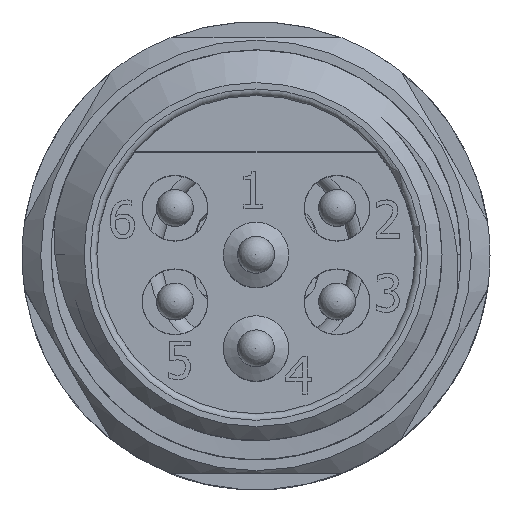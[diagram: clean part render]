
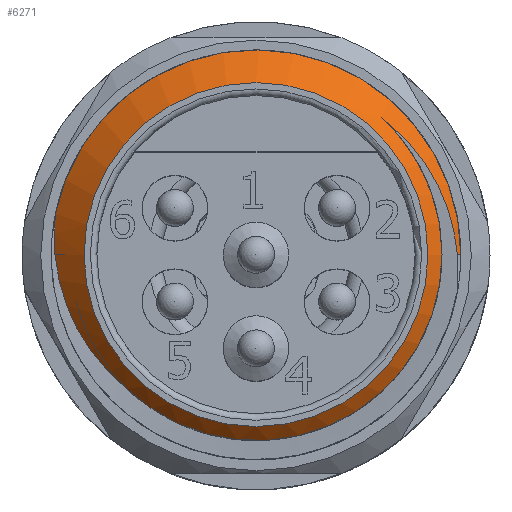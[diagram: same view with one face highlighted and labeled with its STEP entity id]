
A CAD part, top view. The second image highlights one B-rep face of the part: STEP entity #6271.
In plain terms, the highlighted conical face has half-angle 45 degrees and reference radius 4.667 mm.
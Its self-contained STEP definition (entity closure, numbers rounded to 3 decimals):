
#185=CONICAL_SURFACE('',#6672,4.667,0.785);
#214=B_SPLINE_CURVE_WITH_KNOTS('',3,(#8553,#8554,#8555,#8556,#8557,#8558),
 .UNSPECIFIED.,.F.,.F.,(4,2,4),(-0.112,-0.056,
0.),.UNSPECIFIED.);
#215=B_SPLINE_CURVE_WITH_KNOTS('',3,(#8559,#8560,#8561,#8562,#8563,#8564,
#8565,#8566),.UNSPECIFIED.,.F.,.F.,(4,2,2,4),(-0.424,-0.321,
-0.214,0.),.UNSPECIFIED.);
#216=B_SPLINE_CURVE_WITH_KNOTS('',3,(#8570,#8571,#8572,#8573,#8574,#8575,
#8576,#8577,#8578,#8579),.UNSPECIFIED.,.F.,.F.,(4,2,2,2,4),(-0.489,
-0.409,-0.314,-0.114,-0.098),
 .UNSPECIFIED.);
#676=FACE_OUTER_BOUND('',#1027,.T.);
#1027=EDGE_LOOP('',(#4088,#4089,#4090,#4091,#4092,#4093,#4094,#4095,#4096,
#4097));
#1414=LINE('',#8549,#1852);
#1415=LINE('',#8568,#1853);
#1852=VECTOR('',#7137,4.667);
#1853=VECTOR('',#7140,4.667);
#2296=CIRCLE('',#6664,5.048);
#2297=CIRCLE('',#6666,5.048);
#2301=CIRCLE('',#6673,5.556);
#2302=CIRCLE('',#6674,4.667);
#2486=VERTEX_POINT('',#8342);
#2487=VERTEX_POINT('',#8344);
#2490=VERTEX_POINT('',#8394);
#2500=VERTEX_POINT('',#8547);
#2501=VERTEX_POINT('',#8548);
#2502=VERTEX_POINT('',#8550);
#2503=VERTEX_POINT('',#8552);
#2504=VERTEX_POINT('',#8567);
#3114=EDGE_CURVE('',#2487,#2486,#2296,.T.);
#3117=EDGE_CURVE('',#2486,#2490,#2297,.T.);
#3130=EDGE_CURVE('',#2500,#2501,#1414,.T.);
#3131=EDGE_CURVE('',#2500,#2502,#2301,.T.);
#3132=EDGE_CURVE('',#2502,#2503,#214,.T.);
#3133=EDGE_CURVE('',#2490,#2503,#215,.T.);
#3134=EDGE_CURVE('',#2486,#2504,#1415,.T.);
#3135=EDGE_CURVE('',#2504,#2504,#2302,.T.);
#3136=EDGE_CURVE('',#2487,#2501,#216,.T.);
#4088=ORIENTED_EDGE('',*,*,#3130,.F.);
#4089=ORIENTED_EDGE('',*,*,#3131,.T.);
#4090=ORIENTED_EDGE('',*,*,#3132,.T.);
#4091=ORIENTED_EDGE('',*,*,#3133,.F.);
#4092=ORIENTED_EDGE('',*,*,#3117,.F.);
#4093=ORIENTED_EDGE('',*,*,#3134,.T.);
#4094=ORIENTED_EDGE('',*,*,#3135,.T.);
#4095=ORIENTED_EDGE('',*,*,#3134,.F.);
#4096=ORIENTED_EDGE('',*,*,#3114,.F.);
#4097=ORIENTED_EDGE('',*,*,#3136,.T.);
#6271=ADVANCED_FACE('',(#676),#185,.T.);
#6664=AXIS2_PLACEMENT_3D('',#8353,#7115,#7116);
#6666=AXIS2_PLACEMENT_3D('',#8395,#7120,#7121);
#6672=AXIS2_PLACEMENT_3D('',#8546,#7135,#7136);
#6673=AXIS2_PLACEMENT_3D('',#8551,#7138,#7139);
#6674=AXIS2_PLACEMENT_3D('',#8569,#7141,#7142);
#7115=DIRECTION('center_axis',(0.,0.,-1.));
#7116=DIRECTION('ref_axis',(-1.,0.,0.));
#7120=DIRECTION('center_axis',(0.,0.,-1.));
#7121=DIRECTION('ref_axis',(-1.,0.,0.));
#7135=DIRECTION('center_axis',(0.,0.,-1.));
#7136=DIRECTION('ref_axis',(-1.,0.,0.));
#7137=DIRECTION('',(-0.707,0.,0.707));
#7138=DIRECTION('center_axis',(0.,0.,
1.));
#7139=DIRECTION('ref_axis',(1.,0.,0.));
#7140=DIRECTION('',(-0.707,0.,0.707));
#7141=DIRECTION('center_axis',(0.,0.,-1.));
#7142=DIRECTION('ref_axis',(-1.,0.,0.));
#8342=CARTESIAN_POINT('',(5.048,0.,12.268));
#8344=CARTESIAN_POINT('',(3.411,3.721,12.268));
#8353=CARTESIAN_POINT('Origin',(0.,0.,12.268));
#8394=CARTESIAN_POINT('',(-3.503,-3.636,12.268));
#8395=CARTESIAN_POINT('Origin',(0.,0.,12.268));
#8546=CARTESIAN_POINT('Origin',(0.,0.,12.649));
#8547=CARTESIAN_POINT('',(5.556,0.,11.76));
#8548=CARTESIAN_POINT('',(5.467,0.,11.849));
#8549=CARTESIAN_POINT('',(4.667,0.,12.649));
#8550=CARTESIAN_POINT('',(-5.444,1.113,11.76));
#8551=CARTESIAN_POINT('Origin',(0.,0.,
11.76));
#8552=CARTESIAN_POINT('',(-5.455,0.,11.862));
#8553=CARTESIAN_POINT('Ctrl Pts',(-5.444,1.113,11.76));
#8554=CARTESIAN_POINT('Ctrl Pts',(-5.464,0.928,11.777));
#8555=CARTESIAN_POINT('Ctrl Pts',(-5.475,0.743,11.794));
#8556=CARTESIAN_POINT('Ctrl Pts',(-5.479,0.371,11.828));
#8557=CARTESIAN_POINT('Ctrl Pts',(-5.471,0.185,11.845));
#8558=CARTESIAN_POINT('Ctrl Pts',(-5.455,0.,11.862));
#8559=CARTESIAN_POINT('Ctrl Pts',(-3.503,-3.636,12.268));
#8560=CARTESIAN_POINT('Ctrl Pts',(-3.776,-3.421,12.233));
#8561=CARTESIAN_POINT('Ctrl Pts',(-4.027,-3.178,12.198));
#8562=CARTESIAN_POINT('Ctrl Pts',(-4.481,-2.635,12.13));
#8563=CARTESIAN_POINT('Ctrl Pts',(-4.683,-2.334,12.096));
#8564=CARTESIAN_POINT('Ctrl Pts',(-5.185,-1.395,11.994));
#8565=CARTESIAN_POINT('Ctrl Pts',(-5.391,-0.708,
11.926));
#8566=CARTESIAN_POINT('Ctrl Pts',(-5.455,0.,11.862));
#8567=CARTESIAN_POINT('',(4.667,0.,12.649));
#8568=CARTESIAN_POINT('',(4.667,0.,12.649));
#8569=CARTESIAN_POINT('Origin',(0.,0.,12.649));
#8570=CARTESIAN_POINT('Ctrl Pts',(3.411,3.721,12.268));
#8571=CARTESIAN_POINT('Ctrl Pts',(3.701,3.505,12.232));
#8572=CARTESIAN_POINT('Ctrl Pts',(3.967,3.258,12.196));
#8573=CARTESIAN_POINT('Ctrl Pts',(4.487,2.659,12.119));
#8574=CARTESIAN_POINT('Ctrl Pts',(4.693,2.337,12.083));
#8575=CARTESIAN_POINT('Ctrl Pts',(5.164,1.47,11.989));
#8576=CARTESIAN_POINT('Ctrl Pts',(5.37,0.826,11.925));
#8577=CARTESIAN_POINT('Ctrl Pts',(5.457,0.108,11.859));
#8578=CARTESIAN_POINT('Ctrl Pts',(5.462,0.054,11.854));
#8579=CARTESIAN_POINT('Ctrl Pts',(5.467,0.,11.849));
